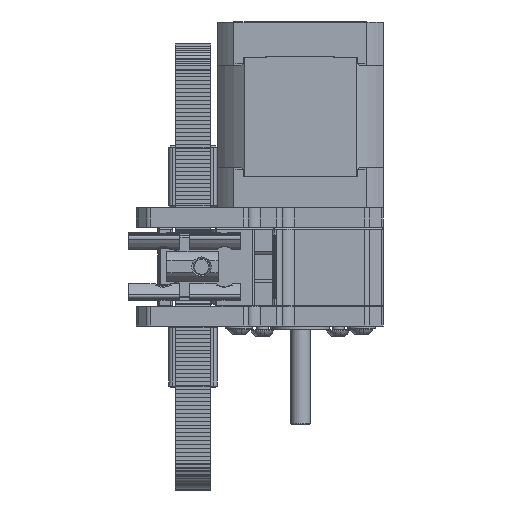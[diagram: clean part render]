
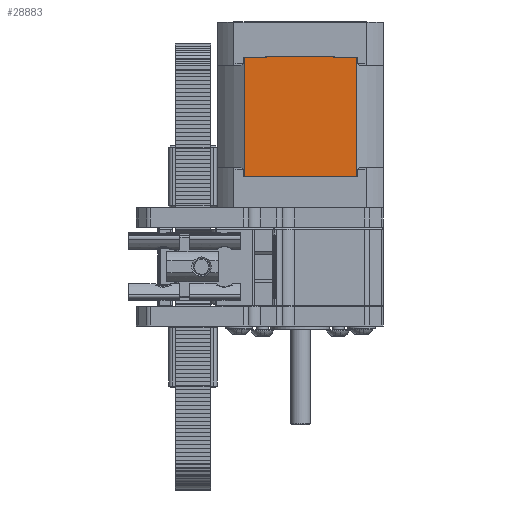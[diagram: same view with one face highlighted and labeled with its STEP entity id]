
A CAD part, left-side view. The second image highlights one B-rep face of the part: STEP entity #28883.
In plain terms, the highlighted planar face has unit normal (-1, 0, 0).
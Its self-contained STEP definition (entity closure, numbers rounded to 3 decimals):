
#1885=PLANE('',#31629);
#3717=FACE_OUTER_BOUND('',#5361,.T.);
#5361=EDGE_LOOP('',(#26979,#26980,#26981,#26982,#26983,#26984,#26985,#26986,
#26987,#26988,#26989,#26990));
#8273=LINE('',#49195,#11350);
#8276=LINE('',#49206,#11353);
#8278=LINE('',#49215,#11355);
#8280=LINE('',#49219,#11357);
#8282=LINE('',#49222,#11359);
#8481=LINE('',#49896,#11558);
#8483=LINE('',#49903,#11560);
#8484=LINE('',#49905,#11561);
#8485=LINE('',#49907,#11562);
#8486=LINE('',#49909,#11563);
#8487=LINE('',#49911,#11564);
#8488=LINE('',#49912,#11565);
#11350=VECTOR('',#38888,30.2);
#11353=VECTOR('',#38897,0.1);
#11355=VECTOR('',#38905,0.1);
#11357=VECTOR('',#38911,5.724);
#11359=VECTOR('',#38915,5.724);
#11558=VECTOR('',#39570,17.012);
#11560=VECTOR('',#39578,0.1);
#11561=VECTOR('',#39579,5.724);
#11562=VECTOR('',#39580,30.2);
#11563=VECTOR('',#39581,5.724);
#11564=VECTOR('',#39582,0.1);
#11565=VECTOR('',#39583,17.012);
#14820=VERTEX_POINT('',#49192);
#14821=VERTEX_POINT('',#49194);
#14825=VERTEX_POINT('',#49203);
#14826=VERTEX_POINT('',#49205);
#14829=VERTEX_POINT('',#49212);
#14830=VERTEX_POINT('',#49214);
#15047=VERTEX_POINT('',#49894);
#15049=VERTEX_POINT('',#49902);
#15050=VERTEX_POINT('',#49904);
#15051=VERTEX_POINT('',#49906);
#15052=VERTEX_POINT('',#49908);
#15053=VERTEX_POINT('',#49910);
#18716=EDGE_CURVE('',#14821,#14820,#8273,.T.);
#18721=EDGE_CURVE('',#14826,#14825,#8276,.T.);
#18725=EDGE_CURVE('',#14830,#14829,#8278,.T.);
#18728=EDGE_CURVE('',#14820,#14830,#8280,.T.);
#18730=EDGE_CURVE('',#14825,#14821,#8282,.T.);
#19051=EDGE_CURVE('',#14829,#15047,#8481,.T.);
#19054=EDGE_CURVE('',#15047,#15049,#8483,.T.);
#19055=EDGE_CURVE('',#15050,#15049,#8484,.T.);
#19056=EDGE_CURVE('',#15051,#15050,#8485,.T.);
#19057=EDGE_CURVE('',#15052,#15051,#8486,.T.);
#19058=EDGE_CURVE('',#15052,#15053,#8487,.T.);
#19059=EDGE_CURVE('',#15053,#14826,#8488,.T.);
#26979=ORIENTED_EDGE('',*,*,#19051,.T.);
#26980=ORIENTED_EDGE('',*,*,#19054,.T.);
#26981=ORIENTED_EDGE('',*,*,#19055,.F.);
#26982=ORIENTED_EDGE('',*,*,#19056,.F.);
#26983=ORIENTED_EDGE('',*,*,#19057,.F.);
#26984=ORIENTED_EDGE('',*,*,#19058,.T.);
#26985=ORIENTED_EDGE('',*,*,#19059,.T.);
#26986=ORIENTED_EDGE('',*,*,#18721,.T.);
#26987=ORIENTED_EDGE('',*,*,#18730,.T.);
#26988=ORIENTED_EDGE('',*,*,#18716,.T.);
#26989=ORIENTED_EDGE('',*,*,#18728,.T.);
#26990=ORIENTED_EDGE('',*,*,#18725,.T.);
#28883=ADVANCED_FACE('',(#3717),#1885,.T.);
#31629=AXIS2_PLACEMENT_3D('',#49901,#39576,#39577);
#38888=DIRECTION('',(0.,0.,-1.));
#38897=DIRECTION('',(0.,0.,-1.));
#38905=DIRECTION('',(0.,0.,-1.));
#38911=DIRECTION('',(0.,-1.,0.));
#38915=DIRECTION('',(0.,1.,0.));
#39570=DIRECTION('',(0.,-1.,0.));
#39576=DIRECTION('center_axis',(-1.,0.,0.));
#39577=DIRECTION('ref_axis',(0.,0.,1.));
#39578=DIRECTION('',(0.,0.,1.));
#39579=DIRECTION('',(0.,1.,0.));
#39580=DIRECTION('',(0.,0.,-1.));
#39581=DIRECTION('',(0.,-1.,0.));
#39582=DIRECTION('',(0.,0.,1.));
#39583=DIRECTION('',(0.,1.,0.));
#49192=CARTESIAN_POINT('',(-21.1,14.23,-19.54));
#49194=CARTESIAN_POINT('',(-21.1,14.23,10.66));
#49195=CARTESIAN_POINT('',(-21.1,14.23,10.66));
#49203=CARTESIAN_POINT('',(-21.1,8.506,10.66));
#49205=CARTESIAN_POINT('',(-21.1,8.506,10.76));
#49206=CARTESIAN_POINT('',(-21.1,8.506,10.76));
#49212=CARTESIAN_POINT('',(-21.1,8.506,-19.64));
#49214=CARTESIAN_POINT('',(-21.1,8.506,-19.54));
#49215=CARTESIAN_POINT('',(-21.1,8.506,-19.54));
#49219=CARTESIAN_POINT('',(-21.1,14.23,-19.54));
#49222=CARTESIAN_POINT('',(-21.1,8.506,10.66));
#49894=CARTESIAN_POINT('',(-21.1,-8.506,-19.64));
#49896=CARTESIAN_POINT('',(-21.1,8.506,-19.64));
#49901=CARTESIAN_POINT('Origin',(-21.1,-14.231,-19.641));
#49902=CARTESIAN_POINT('',(-21.1,-8.506,-19.54));
#49903=CARTESIAN_POINT('',(-21.1,-8.506,-19.64));
#49904=CARTESIAN_POINT('',(-21.1,-14.23,-19.54));
#49905=CARTESIAN_POINT('',(-21.1,-14.23,-19.54));
#49906=CARTESIAN_POINT('',(-21.1,-14.23,10.66));
#49907=CARTESIAN_POINT('',(-21.1,-14.23,10.66));
#49908=CARTESIAN_POINT('',(-21.1,-8.506,10.66));
#49909=CARTESIAN_POINT('',(-21.1,-8.506,10.66));
#49910=CARTESIAN_POINT('',(-21.1,-8.506,10.76));
#49911=CARTESIAN_POINT('',(-21.1,-8.506,10.66));
#49912=CARTESIAN_POINT('',(-21.1,-8.506,10.76));
